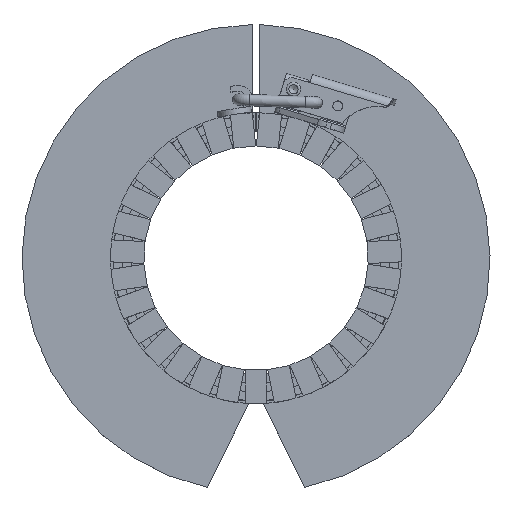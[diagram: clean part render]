
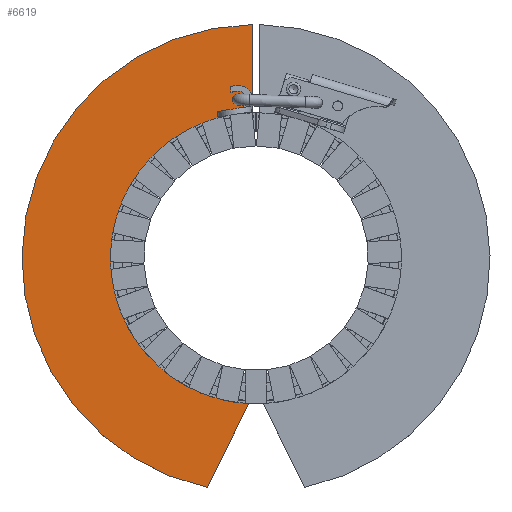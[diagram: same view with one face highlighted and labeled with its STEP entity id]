
A CAD part, top view. The second image highlights one B-rep face of the part: STEP entity #6619.
In plain terms, the highlighted planar face has unit normal (0, 0, 1).
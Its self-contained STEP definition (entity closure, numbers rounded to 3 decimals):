
#6483=CARTESIAN_POINT('',(-2.,-40.951,-27.05));
#6484=VERTEX_POINT('',#6483);
#6491=CARTESIAN_POINT('',(-13.765,-64.549,-27.05));
#6492=VERTEX_POINT('',#6491);
#6493=CARTESIAN_POINT('',(-13.765,-64.549,-27.05));
#6494=DIRECTION('',(0.446,0.895,0.0));
#6495=VECTOR('',#6494,26.368);
#6496=LINE('',#6493,#6495);
#6497=EDGE_CURVE('',#6492,#6484,#6496,.T.);
#6522=CARTESIAN_POINT('',(-1.,40.988,-27.05));
#6523=VERTEX_POINT('',#6522);
#6530=CARTESIAN_POINT('',(0.0,0.0,-27.05));
#6531=DIRECTION('',(0.0,0.0,-1.0));
#6532=DIRECTION('',(-0.049,-0.999,0.0));
#6533=AXIS2_PLACEMENT_3D('',#6530,#6531,#6532);
#6534=CIRCLE('',#6533,41.);
#6535=EDGE_CURVE('',#6484,#6523,#6534,.T.);
#6554=CARTESIAN_POINT('',(-1.,65.992,-27.05));
#6555=VERTEX_POINT('',#6554);
#6562=CARTESIAN_POINT('',(-1.,40.988,-27.05));
#6563=DIRECTION('',(0.0,1.0,0.0));
#6564=VECTOR('',#6563,25.005);
#6565=LINE('',#6562,#6564);
#6566=EDGE_CURVE('',#6523,#6555,#6565,.T.);
#6585=CARTESIAN_POINT('',(0.0,0.0,-27.05));
#6586=DIRECTION('',(0.0,0.0,1.0));
#6587=DIRECTION('',(0.209,0.978,0.0));
#6588=AXIS2_PLACEMENT_3D('',#6585,#6586,#6587);
#6589=CIRCLE('',#6588,66.0);
#6590=EDGE_CURVE('',#6555,#6492,#6589,.T.);
#6608=CARTESIAN_POINT('',(-30.261,2.048,-27.05));
#6609=DIRECTION('',(0.0,0.0,-1.0));
#6610=DIRECTION('',(-1.0,0.0,0.0));
#6611=AXIS2_PLACEMENT_3D('',#6608,#6609,#6610);
#6612=PLANE('',#6611);
#6613=ORIENTED_EDGE('',*,*,#6590,.T.);
#6614=ORIENTED_EDGE('',*,*,#6497,.T.);
#6615=ORIENTED_EDGE('',*,*,#6535,.T.);
#6616=ORIENTED_EDGE('',*,*,#6566,.T.);
#6617=EDGE_LOOP('',(#6613,#6614,#6615,#6616));
#6618=FACE_OUTER_BOUND('',#6617,.T.);
#6619=ADVANCED_FACE('',(#6618),#6612,.F.);
